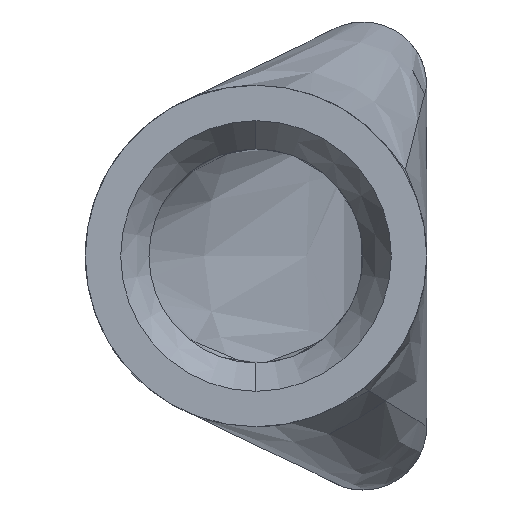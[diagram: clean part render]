
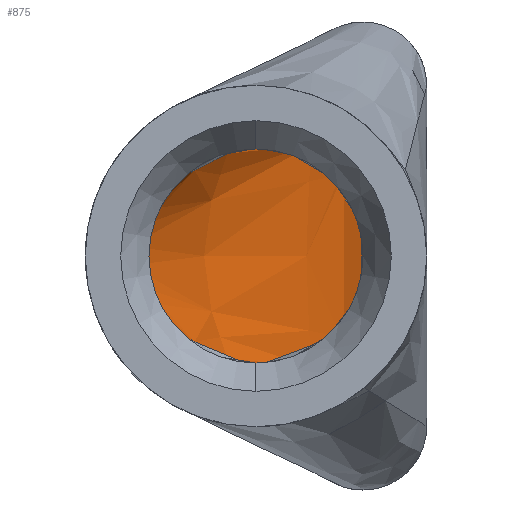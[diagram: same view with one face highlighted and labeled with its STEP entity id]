
A CAD part, left-side view. The second image highlights one B-rep face of the part: STEP entity #875.
In plain terms, the highlighted free-form (B-spline) face has degree [3, 3] with [9, 4] control points.
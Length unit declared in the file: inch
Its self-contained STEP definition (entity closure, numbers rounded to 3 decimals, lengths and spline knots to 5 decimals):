
#63 = CARTESIAN_POINT ( 'NONE',  ( 1.65625, 0.11969, 0.28646 ) ) ;
#89 = CARTESIAN_POINT ( 'NONE',  ( 1.65625, 0.11969, -0.3125 ) ) ;
#95 = CARTESIAN_POINT ( 'NONE',  ( 1.12465, 0.43981, -0.15053 ) ) ;
#99 = CARTESIAN_POINT ( 'NONE',  ( 1., 0.43981, 0.15053 ) ) ;
#100 = CARTESIAN_POINT ( 'NONE',  ( 1.65625, 0.11969, -0.3125 ) ) ;
#118 = CARTESIAN_POINT ( 'NONE',  ( 1.5316, 0.11969, -0.3125 ) ) ;
#135 = CARTESIAN_POINT ( 'NONE',  ( 1., 0.47082, 0.12024 ) ) ;
#142 = CARTESIAN_POINT ( 'NONE',  ( 1., 0.45093, -0.14119 ) ) ;
#146 = CARTESIAN_POINT ( 'NONE',  ( 1.65625, 0.11969, -0.13021 ) ) ;
#156 = CARTESIAN_POINT ( 'NONE',  ( 1., 0.43981, -0.15053 ) ) ;
#187 = EDGE_CURVE ( 'NONE', #198, #1116, #650, .T. ) ;
#198 = VERTEX_POINT ( 'NONE', #1028 ) ;
#200 = B_SPLINE_CURVE_WITH_KNOTS ( 'NONE', 3,
 ( #100, #982, #1079, #594, #489, #231, #803, #212, #393 ),
 .UNSPECIFIED., .F., .F.,
 ( 4, 1, 1, 1, 1, 1, 4 ),
 ( 0., 0.125, 0.25, 0.5, 0.75, 0.875, 1. ),
 .UNSPECIFIED. ) ;
#208 = CARTESIAN_POINT ( 'NONE',  ( 1.5316, 0.11969, 0.3125 ) ) ;
#212 = CARTESIAN_POINT ( 'NONE',  ( 1.65625, 0.11969, 0.28646 ) ) ;
#214 = CARTESIAN_POINT ( 'NONE',  ( 1., 0.47082, -0.12024 ) ) ;
#222 = CARTESIAN_POINT ( 'NONE',  ( 1., 0.50036, 0.07166 ) ) ;
#231 = CARTESIAN_POINT ( 'NONE',  ( 1.65625, 0.11969, 0.13021 ) ) ;
#234 = CARTESIAN_POINT ( 'NONE',  ( 1.52958, 0.11969, 0.13021 ) ) ;
#246 = CARTESIAN_POINT ( 'NONE',  ( 1.12667, 0.50036, -0.07168 ) ) ;
#273 = CARTESIAN_POINT ( 'NONE',  ( 1., 0.43981, -0.15053 ) ) ;
#290 = ORIENTED_EDGE ( 'NONE', *, *, #453, .F. ) ;
#310 = CARTESIAN_POINT ( 'NONE',  ( 1., 0.43981, 0.15053 ) ) ;
#315 = CARTESIAN_POINT ( 'NONE',  ( 1.53087, 0.11969, -0.23438 ) ) ;
#321 = CARTESIAN_POINT ( 'NONE',  ( 1., 0.50036, -0.07168 ) ) ;
#331 = VERTEX_POINT ( 'NONE', #551 ) ;
#363 = CARTESIAN_POINT ( 'NONE',  ( 1.53087, 0.11969, 0.23438 ) ) ;
#369 = B_SPLINE_CURVE_WITH_KNOTS ( 'NONE', 3,
 ( #273, #95, #659, #89 ),
 .UNSPECIFIED., .F., .F.,
 ( 4, 4 ),
 ( 0., 1. ),
 .UNSPECIFIED. ) ;
#370 = CARTESIAN_POINT ( 'NONE',  ( 1.5316, 0.11969, 0.3125 ) ) ;
#374 = ORIENTED_EDGE ( 'NONE', *, *, #187, .T. ) ;
#393 = CARTESIAN_POINT ( 'NONE',  ( 1.65625, 0.11969, 0.3125 ) ) ;
#409 = CARTESIAN_POINT ( 'NONE',  ( 1.12465, 0.43981, -0.15053 ) ) ;
#437 = FACE_OUTER_BOUND ( 'NONE', #789, .T. ) ;
#453 = EDGE_CURVE ( 'NONE', #198, #331, #1230, .T. ) ;
#457 = CARTESIAN_POINT ( 'NONE',  ( 1.12489, 0.45093, 0.14119 ) ) ;
#489 = CARTESIAN_POINT ( 'NONE',  ( 1.65625, 0.11969, 0. ) ) ;
#521 = CARTESIAN_POINT ( 'NONE',  ( 1., 0.43981, -0.15053 ) ) ;
#523 = CARTESIAN_POINT ( 'NONE',  ( 1., 0.51646, 0.00001 ) ) ;
#525 = CARTESIAN_POINT ( 'NONE',  ( 1., 0.51646, 0.00001 ) ) ;
#537 = CARTESIAN_POINT ( 'NONE',  ( 1.53136, 0.11969, 0.28646 ) ) ;
#551 = CARTESIAN_POINT ( 'NONE',  ( 1.65625, 0.11969, 0.3125 ) ) ;
#589 = CARTESIAN_POINT ( 'NONE',  ( 1.65625, 0.11969, 0.3125 ) ) ;
#594 = CARTESIAN_POINT ( 'NONE',  ( 1.65625, 0.11969, -0.13021 ) ) ;
#612 = CARTESIAN_POINT ( 'NONE',  ( 1., 0.47082, -0.12024 ) ) ;
#618 = CARTESIAN_POINT ( 'NONE',  ( 1.52958, 0.11969, -0.13021 ) ) ;
#624 = CARTESIAN_POINT ( 'NONE',  ( 1., 0.43981, 0.15053 ) ) ;
#628 = CARTESIAN_POINT ( 'NONE',  ( 1., 0.50036, -0.07168 ) ) ;
#650 = B_SPLINE_CURVE_WITH_KNOTS ( 'NONE', 3,
 ( #99, #778, #827, #719, #523, #628, #612, #1023, #156 ),
 .UNSPECIFIED., .F., .F.,
 ( 4, 1, 1, 1, 1, 1, 4 ),
 ( 0., 0.125, 0.25, 0.5, 0.75, 0.875, 1. ),
 .UNSPECIFIED. ) ;
#659 = CARTESIAN_POINT ( 'NONE',  ( 1.5316, 0.11969, -0.3125 ) ) ;
#663 = CARTESIAN_POINT ( 'NONE',  ( 1.12465, 0.43981, 0.15053 ) ) ;
#694 = CARTESIAN_POINT ( 'NONE',  ( 1.12765, 0.51646, 0.00001 ) ) ;
#702 = EDGE_CURVE ( 'NONE', #1116, #892, #369, .T. ) ;
#703 = CARTESIAN_POINT ( 'NONE',  ( 1.5286, 0.11969, 0. ) ) ;
#719 = CARTESIAN_POINT ( 'NONE',  ( 1., 0.50036, 0.07166 ) ) ;
#721 = CARTESIAN_POINT ( 'NONE',  ( 1.65625, 0.11969, -0.3125 ) ) ;
#778 = CARTESIAN_POINT ( 'NONE',  ( 1., 0.45093, 0.14119 ) ) ;
#789 = EDGE_LOOP ( 'NONE', ( #374, #1236, #871, #290 ) ) ;
#793 = B_SPLINE_SURFACE_WITH_KNOTS ( 'NONE', 3, 3, ( 
 ( #1193, #409, #118, #721 ),
 ( #142, #1114, #1211, #797 ),
 ( #214, #1185, #315, #1204 ),
 ( #321, #246, #618, #146 ),
 ( #525, #694, #703, #1090 ),
 ( #222, #993, #234, #1001 ),
 ( #135, #906, #363, #1147 ),
 ( #866, #457, #537, #63 ),
 ( #624, #663, #370, #1043 ) ),
 .UNSPECIFIED., .F., .F., .F.,
 ( 4, 1, 1, 1, 1, 1, 4 ),
 ( 4, 4 ),
 ( 0., 0.125, 0.25, 0.5, 0.75, 0.875, 1. ),
 ( 0., 1. ),
 .UNSPECIFIED. ) ;
#797 = CARTESIAN_POINT ( 'NONE',  ( 1.65625, 0.11969, -0.28646 ) ) ;
#803 = CARTESIAN_POINT ( 'NONE',  ( 1.65625, 0.11969, 0.23438 ) ) ;
#827 = CARTESIAN_POINT ( 'NONE',  ( 1., 0.47082, 0.12024 ) ) ;
#866 = CARTESIAN_POINT ( 'NONE',  ( 1., 0.45093, 0.14119 ) ) ;
#871 = ORIENTED_EDGE ( 'NONE', *, *, #1201, .T. ) ;
#875 = ADVANCED_FACE ( 'NONE', ( #437 ), #793, .F. ) ;
#892 = VERTEX_POINT ( 'NONE', #1243 ) ;
#906 = CARTESIAN_POINT ( 'NONE',  ( 1.12538, 0.47082, 0.12024 ) ) ;
#982 = CARTESIAN_POINT ( 'NONE',  ( 1.65625, 0.11969, -0.28646 ) ) ;
#993 = CARTESIAN_POINT ( 'NONE',  ( 1.12667, 0.50036, 0.07166 ) ) ;
#1001 = CARTESIAN_POINT ( 'NONE',  ( 1.65625, 0.11969, 0.13021 ) ) ;
#1023 = CARTESIAN_POINT ( 'NONE',  ( 1., 0.45093, -0.14119 ) ) ;
#1028 = CARTESIAN_POINT ( 'NONE',  ( 1., 0.43981, 0.15053 ) ) ;
#1043 = CARTESIAN_POINT ( 'NONE',  ( 1.65625, 0.11969, 0.3125 ) ) ;
#1073 = CARTESIAN_POINT ( 'NONE',  ( 1.12465, 0.43981, 0.15053 ) ) ;
#1079 = CARTESIAN_POINT ( 'NONE',  ( 1.65625, 0.11969, -0.23438 ) ) ;
#1090 = CARTESIAN_POINT ( 'NONE',  ( 1.65625, 0.11969, 0. ) ) ;
#1114 = CARTESIAN_POINT ( 'NONE',  ( 1.12489, 0.45093, -0.14119 ) ) ;
#1116 = VERTEX_POINT ( 'NONE', #521 ) ;
#1147 = CARTESIAN_POINT ( 'NONE',  ( 1.65625, 0.11969, 0.23438 ) ) ;
#1185 = CARTESIAN_POINT ( 'NONE',  ( 1.12538, 0.47082, -0.12024 ) ) ;
#1193 = CARTESIAN_POINT ( 'NONE',  ( 1., 0.43981, -0.15053 ) ) ;
#1201 = EDGE_CURVE ( 'NONE', #892, #331, #200, .T. ) ;
#1204 = CARTESIAN_POINT ( 'NONE',  ( 1.65625, 0.11969, -0.23438 ) ) ;
#1211 = CARTESIAN_POINT ( 'NONE',  ( 1.53136, 0.11969, -0.28646 ) ) ;
#1230 = B_SPLINE_CURVE_WITH_KNOTS ( 'NONE', 3,
 ( #310, #1073, #208, #589 ),
 .UNSPECIFIED., .F., .F.,
 ( 4, 4 ),
 ( 0., 1. ),
 .UNSPECIFIED. ) ;
#1236 = ORIENTED_EDGE ( 'NONE', *, *, #702, .T. ) ;
#1243 = CARTESIAN_POINT ( 'NONE',  ( 1.65625, 0.11969, -0.3125 ) ) ;
